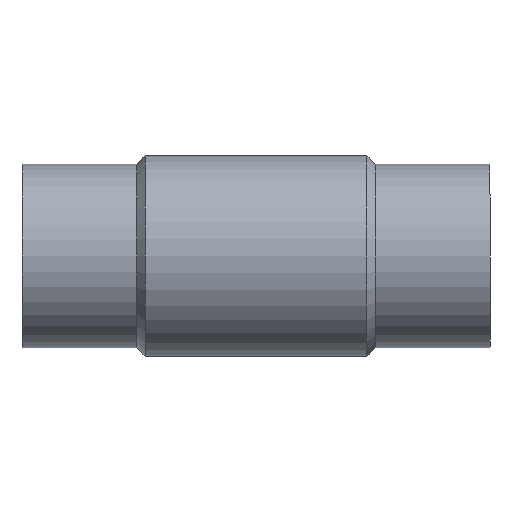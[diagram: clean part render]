
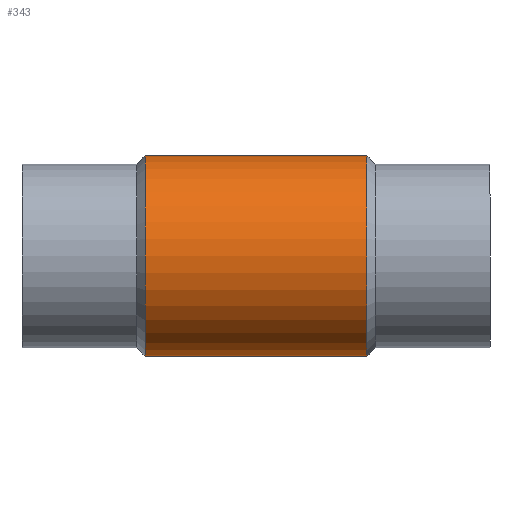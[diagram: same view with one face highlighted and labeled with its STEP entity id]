
A CAD part, front view. The second image highlights one B-rep face of the part: STEP entity #343.
In plain terms, the highlighted cylindrical face has radius 87.3 mm (diameter 174.6 mm), a full revolution.
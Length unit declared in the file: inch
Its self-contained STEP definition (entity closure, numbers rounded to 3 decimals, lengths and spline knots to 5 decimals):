
#8 =( BOUNDED_CURVE ( )  B_SPLINE_CURVE ( 3, ( #310, #25, #215, #497 ),
 .UNSPECIFIED., .F., .T. ) 
 B_SPLINE_CURVE_WITH_KNOTS ( ( 4, 4 ),
 ( 1.5708, 4.71239 ),
 .UNSPECIFIED. ) 
 CURVE ( )  GEOMETRIC_REPRESENTATION_ITEM ( )  RATIONAL_B_SPLINE_CURVE ( ( 1., 0.333, 0.333, 1. ) ) 
 REPRESENTATION_ITEM ( '' )  );
#20 = CARTESIAN_POINT ( 'NONE',  ( -2.39849, 7.12747, 18.00674 ) ) ;
#25 = CARTESIAN_POINT ( 'NONE',  ( -13.07959, 14.00148, 21.44375 ) ) ;
#47 = CARTESIAN_POINT ( 'NONE',  ( 0.66844, 14.00148, 14.56973 ) ) ;
#56 = AXIS2_PLACEMENT_3D ( 'NONE', #20, #593, #496 ) ;
#61 = ORIENTED_EDGE ( 'NONE', *, *, #385, .F. ) ;
#109 = CARTESIAN_POINT ( 'NONE',  ( -10.01266, 7.12747, 18.00674 ) ) ;
#110 = VERTEX_POINT ( 'NONE', #222 ) ;
#120 = VERTEX_POINT ( 'NONE', #140 ) ;
#140 = CARTESIAN_POINT ( 'NONE',  ( -6.20557, 7.12747, 21.44375 ) ) ;
#145 = AXIS2_PLACEMENT_3D ( 'NONE', #333, #451, #616 ) ;
#163 = DIRECTION ( 'NONE',  ( -1., 0., 0. ) ) ;
#181 = CARTESIAN_POINT ( 'NONE',  ( -6.20557, 7.12747, 14.56973 ) ) ;
#197 = EDGE_LOOP ( 'NONE', ( #61 ) ) ;
#215 = CARTESIAN_POINT ( 'NONE',  ( -13.07959, 14.00148, 14.56973 ) ) ;
#222 = CARTESIAN_POINT ( 'NONE',  ( -2.39849, 10.56447, 18.00674 ) ) ;
#230 = CARTESIAN_POINT ( 'NONE',  ( 0.66844, 14.00148, 21.44375 ) ) ;
#237 = CIRCLE ( 'NONE', #56, 3.43701 ) ;
#259 = AXIS2_PLACEMENT_3D ( 'NONE', #109, #163, #489 ) ;
#273 = CARTESIAN_POINT ( 'NONE',  ( -6.20557, 7.12747, 21.44375 ) ) ;
#276 = CARTESIAN_POINT ( 'NONE',  ( -6.20557, 7.12747, 14.56973 ) ) ;
#293 = FACE_OUTER_BOUND ( 'NONE', #197, .T. ) ;
#296 = EDGE_LOOP ( 'NONE', ( #363 ) ) ;
#301 = ORIENTED_EDGE ( 'NONE', *, *, #457, .T. ) ;
#310 = CARTESIAN_POINT ( 'NONE',  ( -6.20557, 7.12747, 21.44375 ) ) ;
#333 = CARTESIAN_POINT ( 'NONE',  ( -6.20557, 7.12747, 18.00674 ) ) ;
#339 = ORIENTED_EDGE ( 'NONE', *, *, #351, .T. ) ;
#343 = ADVANCED_FACE ( 'NONE', ( #359, #293, #619 ), #586, .T. ) ;
#351 = EDGE_CURVE ( 'NONE', #120, #601, #8, .T. ) ;
#357 =( BOUNDED_CURVE ( )  B_SPLINE_CURVE ( 3, ( #181, #47, #230, #273 ),
 .UNSPECIFIED., .F., .T. ) 
 B_SPLINE_CURVE_WITH_KNOTS ( ( 4, 4 ),
 ( 1.5708, 4.71239 ),
 .UNSPECIFIED. ) 
 CURVE ( )  GEOMETRIC_REPRESENTATION_ITEM ( )  RATIONAL_B_SPLINE_CURVE ( ( 1., 0.333, 0.333, 1. ) ) 
 REPRESENTATION_ITEM ( '' )  );
#359 = FACE_BOUND ( 'NONE', #511, .T. ) ;
#363 = ORIENTED_EDGE ( 'NONE', *, *, #556, .F. ) ;
#366 = CARTESIAN_POINT ( 'NONE',  ( -10.01266, 10.56447, 18.00674 ) ) ;
#385 = EDGE_CURVE ( 'NONE', #487, #487, #443, .T. ) ;
#443 = CIRCLE ( 'NONE', #259, 3.43701 ) ;
#451 = DIRECTION ( 'NONE',  ( 1., 0., 0. ) ) ;
#457 = EDGE_CURVE ( 'NONE', #601, #120, #357, .T. ) ;
#487 = VERTEX_POINT ( 'NONE', #366 ) ;
#489 = DIRECTION ( 'NONE',  ( 0., 1., 0. ) ) ;
#496 = DIRECTION ( 'NONE',  ( 0., 1., 0. ) ) ;
#497 = CARTESIAN_POINT ( 'NONE',  ( -6.20557, 7.12747, 14.56973 ) ) ;
#511 = EDGE_LOOP ( 'NONE', ( #339, #301 ) ) ;
#556 = EDGE_CURVE ( 'NONE', #110, #110, #237, .T. ) ;
#586 = CYLINDRICAL_SURFACE ( 'NONE', #145, 3.43701 ) ;
#593 = DIRECTION ( 'NONE',  ( 1., 0., 0. ) ) ;
#601 = VERTEX_POINT ( 'NONE', #276 ) ;
#616 = DIRECTION ( 'NONE',  ( 0., 0., -1. ) ) ;
#619 = FACE_OUTER_BOUND ( 'NONE', #296, .T. ) ;
